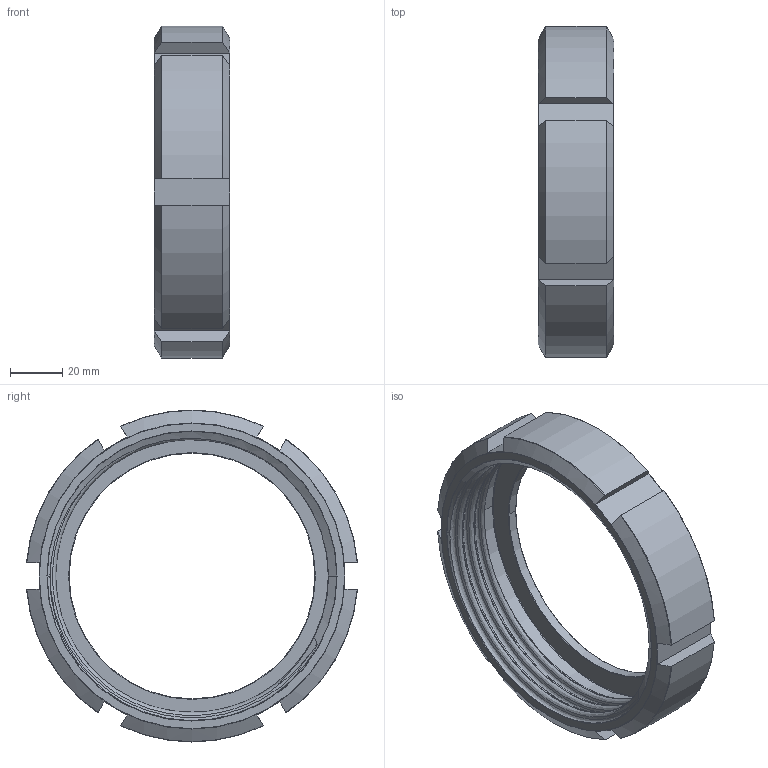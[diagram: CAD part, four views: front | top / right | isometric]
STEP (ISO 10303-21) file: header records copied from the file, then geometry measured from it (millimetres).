
FILE_DESCRIPTION (( 'STEP AP214' ), '1' );
FILE_NAME ('GL-210-080-x Nutmutter DIN11851 F80 heco.STEP', '2017-09-01T08:53:30', ( '' ), ( '' ), 'SwSTEP 2.0', 'SolidWorks 2016', '' );
FILE_SCHEMA (( 'AUTOMOTIVE_DESIGN' ));
Length unit declared in the file: millimetre
Products named in the file (1): GL-210-080-x Nutmutter DIN11851 F80 heco
Bounding box: 29 x 126.61 x 127 mm (x, y, z)
Volume: 95129.9 mm3; surface area: 35991.3 mm2
Topology: 1 solids, 1 shells, 262 faces, 695 edges, 459 vertices
Faces by surface type: plane 103, bspline 99, torus 29, cone 16, cylinder 15
Entity records: 18439 total; most frequent: CARTESIAN_POINT 10876, ORIENTED_EDGE 1390, DIRECTION 795, EDGE_CURVE 695, VERTEX_POINT 459, VECTOR 307, LINE 307, B_SPLINE_CURVE_WITH_KNOTS 294
